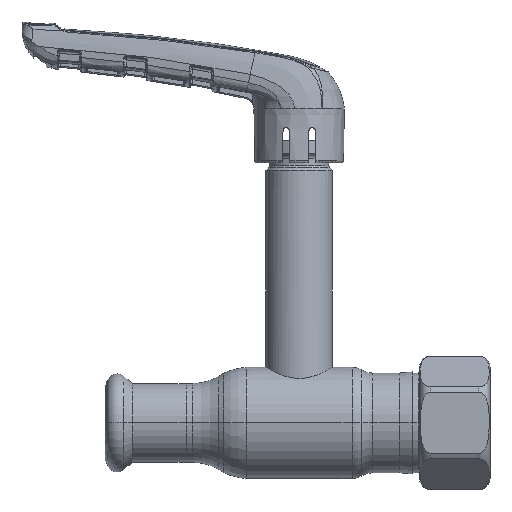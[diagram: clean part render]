
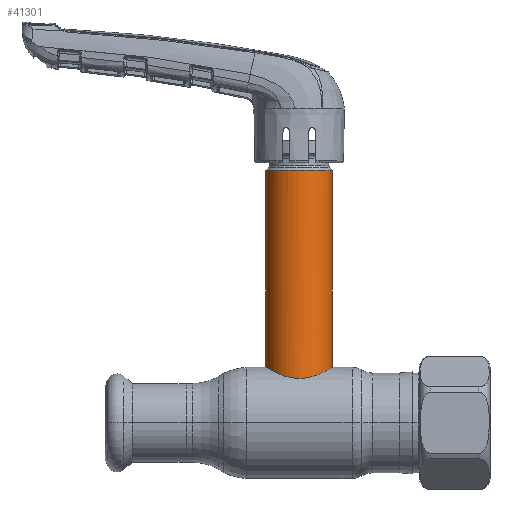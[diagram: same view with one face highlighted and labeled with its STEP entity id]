
A CAD part, top view. The second image highlights one B-rep face of the part: STEP entity #41301.
In plain terms, the highlighted cylindrical face has radius 9 mm (diameter 18 mm), a partial arc.
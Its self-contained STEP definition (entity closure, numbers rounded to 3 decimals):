
#213 = CARTESIAN_POINT ( 'NONE',  ( -2.387, 12.221, 8.698 ) ) ;
#1065 = FACE_OUTER_BOUND ( 'NONE', #43397, .T. ) ;
#1082 = VERTEX_POINT ( 'NONE', #38005 ) ;
#1740 = CARTESIAN_POINT ( 'NONE',  ( -9., 15., 0. ) ) ;
#2045 = EDGE_CURVE ( 'NONE', #49053, #36607, #45422, .T. ) ;
#4128 = CARTESIAN_POINT ( 'NONE',  ( 8.984, 14.991, 0.611 ) ) ;
#4335 = CARTESIAN_POINT ( 'NONE',  ( -7.126, 13.954, 5.528 ) ) ;
#4549 = CARTESIAN_POINT ( 'NONE',  ( -4.037, 12.65, 8.065 ) ) ;
#4763 = CARTESIAN_POINT ( 'NONE',  ( -0.613, 12.012, 8.984 ) ) ;
#5183 = DIRECTION ( 'NONE',  ( 0., -1., 0. ) ) ;
#5609 = DIRECTION ( 'NONE',  ( -1., 0., 0. ) ) ;
#8412 = CARTESIAN_POINT ( 'NONE',  ( -7.781, 14.299, 4.56 ) ) ;
#8881 = AXIS2_PLACEMENT_3D ( 'NONE', #19783, #5183, #5609 ) ;
#9253 = CARTESIAN_POINT ( 'NONE',  ( 6.56, 13.675, 6.169 ) ) ;
#9455 = CARTESIAN_POINT ( 'NONE',  ( -5.937, 13.387, 6.77 ) ) ;
#9662 = CARTESIAN_POINT ( 'NONE',  ( -0.308, 12., 9. ) ) ;
#14021 = CARTESIAN_POINT ( 'NONE',  ( 1.205, 12.046, 8.939 ) ) ;
#14439 = CARTESIAN_POINT ( 'NONE',  ( -5.492, 13.196, 7.136 ) ) ;
#14847 = CARTESIAN_POINT ( 'NONE',  ( -6.758, 13.768, 5.971 ) ) ;
#18875 = ORIENTED_EDGE ( 'NONE', *, *, #61970, .F. ) ;
#18943 = CARTESIAN_POINT ( 'NONE',  ( 8.878, 14.927, 1.506 ) ) ;
#19154 = CARTESIAN_POINT ( 'NONE',  ( 8.685, 14.813, 2.378 ) ) ;
#19363 = CARTESIAN_POINT ( 'NONE',  ( 7.124, 13.954, 5.508 ) ) ;
#19783 = CARTESIAN_POINT ( 'NONE',  ( 0., 0., 0. ) ) ;
#19837 = CARTESIAN_POINT ( 'NONE',  ( 9., 0., 0. ) ) ;
#21216 = CARTESIAN_POINT ( 'NONE',  ( -9., 68.119, 0. ) ) ;
#22831 = CARTESIAN_POINT ( 'NONE',  ( -8.519, 14.715, 2.961 ) ) ;
#23055 = CARTESIAN_POINT ( 'NONE',  ( -9., 15., 0.611 ) ) ;
#23762 = LINE ( 'NONE', #19837, #58333 ) ;
#23914 = CARTESIAN_POINT ( 'NONE',  ( 5.507, 13.196, 7.142 ) ) ;
#24315 = CARTESIAN_POINT ( 'NONE',  ( 8.923, 14.954, 1.21 ) ) ;
#24523 = CARTESIAN_POINT ( 'NONE',  ( 4.789, 12.918, 7.626 ) ) ;
#24731 = CARTESIAN_POINT ( 'NONE',  ( 2.378, 12.23, 8.685 ) ) ;
#25505 = VERTEX_POINT ( 'NONE', #62648 ) ;
#25621 = ORIENTED_EDGE ( 'NONE', *, *, #55408, .T. ) ;
#28833 = CARTESIAN_POINT ( 'NONE',  ( 4.026, 12.655, 8.055 ) ) ;
#29270 = CARTESIAN_POINT ( 'NONE',  ( 7.781, 14.299, 4.56 ) ) ;
#29756 = DIRECTION ( 'NONE',  ( 0., -1., 0. ) ) ;
#32937 = CARTESIAN_POINT ( 'NONE',  ( -8.06, 14.454, 4.048 ) ) ;
#33786 = CARTESIAN_POINT ( 'NONE',  ( 4.539, 12.827, 7.777 ) ) ;
#34201 = CARTESIAN_POINT ( 'NONE',  ( 5.948, 13.389, 6.778 ) ) ;
#34408 = CARTESIAN_POINT ( 'NONE',  ( 8.406, 14.651, 3.229 ) ) ;
#34538 = ORIENTED_EDGE ( 'NONE', *, *, #2045, .T. ) ;
#35823 = ORIENTED_EDGE ( 'NONE', *, *, #36589, .T. ) ;
#36589 = EDGE_CURVE ( 'NONE', #1082, #49053, #47640, .T. ) ;
#36607 = VERTEX_POINT ( 'NONE', #1740 ) ;
#38005 = CARTESIAN_POINT ( 'NONE',  ( 9., 68.119, 0. ) ) ;
#38951 = CARTESIAN_POINT ( 'NONE',  ( -6.15, 13.483, 6.577 ) ) ;
#39167 = CARTESIAN_POINT ( 'NONE',  ( -2.963, 12.35, 8.518 ) ) ;
#39373 = CARTESIAN_POINT ( 'NONE',  ( 0.606, 12., 9. ) ) ;
#41021 = CYLINDRICAL_SURFACE ( 'NONE', #8881, 9. ) ;
#41301 = ADVANCED_FACE ( 'NONE', ( #1065 ), #41021, .T. ) ;
#43397 = EDGE_LOOP ( 'NONE', ( #18875, #35823, #34538, #25621 ) ) ;
#43673 = CARTESIAN_POINT ( 'NONE',  ( -1.509, 12.091, 8.878 ) ) ;
#43902 = CARTESIAN_POINT ( 'NONE',  ( -1.213, 12.057, 8.923 ) ) ;
#44123 = CARTESIAN_POINT ( 'NONE',  ( 7.296, 14.043, 5.277 ) ) ;
#45422 = LINE ( 'NONE', #48077, #56884 ) ;
#47640 = CIRCLE ( 'NONE', #55090, 9. ) ;
#48077 = CARTESIAN_POINT ( 'NONE',  ( -9., 0., 0. ) ) ;
#48356 = B_SPLINE_CURVE_WITH_KNOTS ( 'NONE', 3,
 ( #52476, #23055, #58040, #62340, #22831, #32937, #8412, #4335, #14847, #38951, #9455, #14439, #48437, #63810, #4549, #39167, #213, #43673, #43902, #4763, #9662, #39373, #14021, #54147, #24731, #49046, #63196, #48844, #28833, #33786, #24523, #23914, #34201, #9253, #58671, #19363, #44123, #29270, #53331, #34408, #53524, #19154, #53734, #18943, #24315, #4128, #63599, #59074 ),
 .UNSPECIFIED., .F., .F.,
 ( 4, 2, 2, 2, 2, 2, 2, 2, 2, 2, 2, 2, 2, 2, 2, 2, 2, 2, 2, 2, 2, 2, 2, 4 ),
 ( 0., 0.002, 0.004, 0.005, 0.007, 0.008, 0.009, 0.011, 0.013, 0.014, 0.014, 0.016, 0.017, 0.018, 0.019, 0.02, 0.022, 0.023, 0.023, 0.025, 0.026, 0.027, 0.028, 0.029 ),
 .UNSPECIFIED. ) ;
#48437 = CARTESIAN_POINT ( 'NONE',  ( -5.259, 13.1, 7.309 ) ) ;
#48844 = CARTESIAN_POINT ( 'NONE',  ( 3.763, 12.574, 8.181 ) ) ;
#49046 = CARTESIAN_POINT ( 'NONE',  ( 2.947, 12.353, 8.509 ) ) ;
#49053 = VERTEX_POINT ( 'NONE', #21216 ) ;
#50963 = CARTESIAN_POINT ( 'NONE',  ( 0., 68.119, 0. ) ) ;
#51171 = DIRECTION ( 'NONE',  ( 0., -1., 0. ) ) ;
#52476 = CARTESIAN_POINT ( 'NONE',  ( -9., 15., 0. ) ) ;
#53331 = CARTESIAN_POINT ( 'NONE',  ( 8.059, 14.454, 4.05 ) ) ;
#53524 = CARTESIAN_POINT ( 'NONE',  ( 8.509, 14.711, 2.947 ) ) ;
#53734 = CARTESIAN_POINT ( 'NONE',  ( 8.759, 14.857, 2.09 ) ) ;
#54147 = CARTESIAN_POINT ( 'NONE',  ( 2.086, 12.176, 8.76 ) ) ;
#55090 = AXIS2_PLACEMENT_3D ( 'NONE', #50963, #51171, #55855 ) ;
#55408 = EDGE_CURVE ( 'NONE', #36607, #25505, #48356, .T. ) ;
#55855 = DIRECTION ( 'NONE',  ( -1., 0., 0. ) ) ;
#56884 = VECTOR ( 'NONE', #58725, 1000. ) ;
#58040 = CARTESIAN_POINT ( 'NONE',  ( -8.938, 14.963, 1.209 ) ) ;
#58333 = VECTOR ( 'NONE', #29756, 1000. ) ;
#58671 = CARTESIAN_POINT ( 'NONE',  ( 6.756, 13.77, 5.953 ) ) ;
#58725 = DIRECTION ( 'NONE',  ( 0., -1., 0. ) ) ;
#59074 = CARTESIAN_POINT ( 'NONE',  ( 9., 15., 0. ) ) ;
#61970 = EDGE_CURVE ( 'NONE', #1082, #25505, #23762, .T. ) ;
#62340 = CARTESIAN_POINT ( 'NONE',  ( -8.7, 14.821, 2.382 ) ) ;
#62648 = CARTESIAN_POINT ( 'NONE',  ( 9., 15., 0. ) ) ;
#63196 = CARTESIAN_POINT ( 'NONE',  ( 3.223, 12.423, 8.408 ) ) ;
#63599 = CARTESIAN_POINT ( 'NONE',  ( 9., 15., 0.305 ) ) ;
#63810 = CARTESIAN_POINT ( 'NONE',  ( -4.543, 12.824, 7.791 ) ) ;
